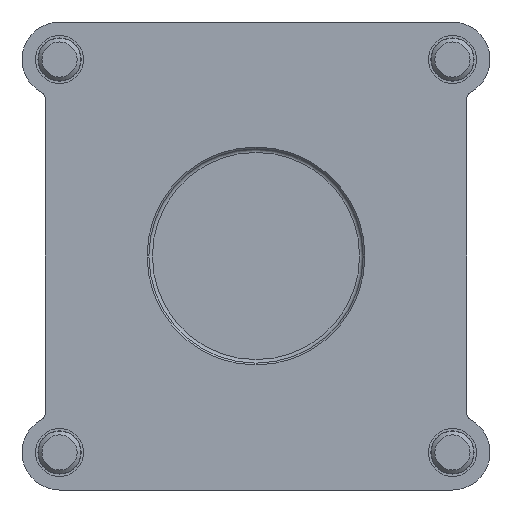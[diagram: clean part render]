
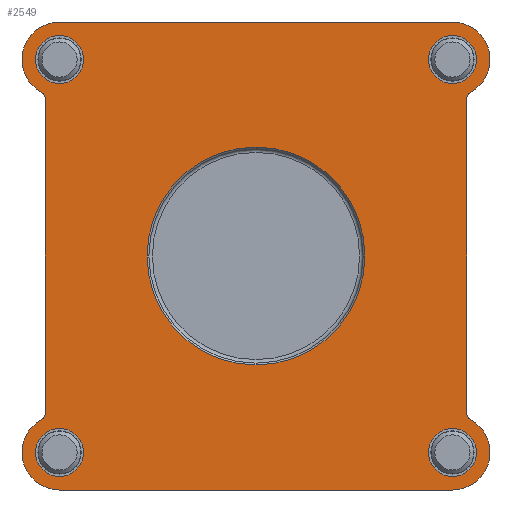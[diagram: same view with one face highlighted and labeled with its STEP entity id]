
A CAD part, front view. The second image highlights one B-rep face of the part: STEP entity #2549.
In plain terms, the highlighted planar face has unit normal (0, -1, 0).
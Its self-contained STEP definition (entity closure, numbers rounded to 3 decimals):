
#85=PLANE('',#2753);
#168=LINE('',#3628,#292);
#190=LINE('',#3730,#314);
#197=LINE('',#3749,#321);
#199=LINE('',#3761,#323);
#292=VECTOR('',#2975,1000.);
#314=VECTOR('',#3065,1000.);
#321=VECTOR('',#3078,1000.);
#323=VECTOR('',#3096,1000.);
#574=ORIENTED_EDGE('',*,*,#1051,.F.);
#575=ORIENTED_EDGE('',*,*,#1032,.T.);
#576=ORIENTED_EDGE('',*,*,#1028,.T.);
#577=ORIENTED_EDGE('',*,*,#1035,.T.);
#578=ORIENTED_EDGE('',*,*,#996,.F.);
#579=ORIENTED_EDGE('',*,*,#1039,.T.);
#580=ORIENTED_EDGE('',*,*,#1017,.F.);
#581=ORIENTED_EDGE('',*,*,#1005,.F.);
#582=ORIENTED_EDGE('',*,*,#1023,.F.);
#583=ORIENTED_EDGE('',*,*,#970,.T.);
#584=ORIENTED_EDGE('',*,*,#1012,.F.);
#585=ORIENTED_EDGE('',*,*,#976,.T.);
#586=ORIENTED_EDGE('',*,*,#1025,.F.);
#587=ORIENTED_EDGE('',*,*,#949,.F.);
#588=ORIENTED_EDGE('',*,*,#1021,.F.);
#589=ORIENTED_EDGE('',*,*,#1026,.T.);
#590=ORIENTED_EDGE('',*,*,#1030,.T.);
#949=EDGE_CURVE('',#1203,#1204,#168,.T.);
#970=EDGE_CURVE('',#1220,#1219,#1360,.T.);
#976=EDGE_CURVE('',#1222,#1225,#1362,.T.);
#996=EDGE_CURVE('',#1241,#1235,#190,.T.);
#1005=EDGE_CURVE('',#1250,#1251,#197,.T.);
#1012=EDGE_CURVE('',#1222,#1219,#199,.T.);
#1017=EDGE_CURVE('',#1251,#1255,#1382,.T.);
#1021=EDGE_CURVE('',#1257,#1203,#1384,.T.);
#1023=EDGE_CURVE('',#1220,#1250,#1386,.T.);
#1025=EDGE_CURVE('',#1204,#1225,#1388,.T.);
#1026=EDGE_CURVE('',#1258,#1258,#1389,.T.);
#1028=EDGE_CURVE('',#1260,#1260,#1391,.T.);
#1030=EDGE_CURVE('',#1262,#1262,#1393,.T.);
#1032=EDGE_CURVE('',#1264,#1264,#1395,.T.);
#1035=EDGE_CURVE('',#1257,#1235,#1397,.T.);
#1039=EDGE_CURVE('',#1241,#1255,#1400,.T.);
#1051=EDGE_CURVE('',#1276,#1276,#1404,.T.);
#1203=VERTEX_POINT('',#3627);
#1204=VERTEX_POINT('',#3629);
#1219=VERTEX_POINT('',#3672);
#1220=VERTEX_POINT('',#3674);
#1222=VERTEX_POINT('',#3679);
#1225=VERTEX_POINT('',#3688);
#1235=VERTEX_POINT('',#3717);
#1241=VERTEX_POINT('',#3729);
#1250=VERTEX_POINT('',#3748);
#1251=VERTEX_POINT('',#3750);
#1255=VERTEX_POINT('',#3770);
#1257=VERTEX_POINT('',#3776);
#1258=VERTEX_POINT('',#3786);
#1260=VERTEX_POINT('',#3791);
#1262=VERTEX_POINT('',#3796);
#1264=VERTEX_POINT('',#3801);
#1276=VERTEX_POINT('',#3845);
#1360=CIRCLE('',#2681,2.);
#1362=CIRCLE('',#2684,2.);
#1382=CIRCLE('',#2714,10.5);
#1384=CIRCLE('',#2717,10.5);
#1386=CIRCLE('',#2720,10.5);
#1388=CIRCLE('',#2723,10.5);
#1389=CIRCLE('',#2725,6.75);
#1391=CIRCLE('',#2728,6.75);
#1393=CIRCLE('',#2731,6.75);
#1395=CIRCLE('',#2734,6.75);
#1397=CIRCLE('',#2737,2.);
#1400=CIRCLE('',#2741,2.);
#1404=CIRCLE('',#2754,30.5);
#1502=EDGE_LOOP('',(#574));
#1503=EDGE_LOOP('',(#575));
#1504=EDGE_LOOP('',(#576));
#1505=EDGE_LOOP('',(#577,#578,#579,#580,#581,#582,#583,#584,#585,#586,#587,
#588));
#1506=EDGE_LOOP('',(#589));
#1507=EDGE_LOOP('',(#590));
#1670=FACE_BOUND('',#1502,.T.);
#1671=FACE_BOUND('',#1503,.T.);
#1672=FACE_BOUND('',#1504,.T.);
#1673=FACE_BOUND('',#1505,.T.);
#1674=FACE_BOUND('',#1506,.T.);
#1675=FACE_BOUND('',#1507,.T.);
#2549=ADVANCED_FACE('',(#1670,#1671,#1672,#1673,#1674,#1675),#85,.F.);
#2681=AXIS2_PLACEMENT_3D('',#3673,#3015,#3016);
#2684=AXIS2_PLACEMENT_3D('',#3689,#3024,#3025);
#2714=AXIS2_PLACEMENT_3D('',#3769,#3105,#3106);
#2717=AXIS2_PLACEMENT_3D('',#3777,#3113,#3114);
#2720=AXIS2_PLACEMENT_3D('',#3780,#3119,#3120);
#2723=AXIS2_PLACEMENT_3D('',#3783,#3125,#3126);
#2725=AXIS2_PLACEMENT_3D('',#3785,#3129,#3130);
#2728=AXIS2_PLACEMENT_3D('',#3790,#3135,#3136);
#2731=AXIS2_PLACEMENT_3D('',#3795,#3141,#3142);
#2734=AXIS2_PLACEMENT_3D('',#3800,#3147,#3148);
#2737=AXIS2_PLACEMENT_3D('',#3810,#3153,#3154);
#2741=AXIS2_PLACEMENT_3D('',#3819,#3161,#3162);
#2753=AXIS2_PLACEMENT_3D('',#3843,#3189,#3190);
#2754=AXIS2_PLACEMENT_3D('',#3844,#3191,#3192);
#2975=DIRECTION('',(1.,0.,0.));
#3015=DIRECTION('',(0.,1.,0.));
#3016=DIRECTION('',(1.,0.,0.));
#3024=DIRECTION('',(0.,1.,0.));
#3025=DIRECTION('',(1.,0.,0.));
#3065=DIRECTION('',(0.,0.,1.));
#3078=DIRECTION('',(-1.,0.,0.));
#3096=DIRECTION('',(0.,0.,-1.));
#3105=DIRECTION('',(0.,1.,0.));
#3106=DIRECTION('',(1.,0.,0.));
#3113=DIRECTION('',(0.,1.,0.));
#3114=DIRECTION('',(1.,0.,0.));
#3119=DIRECTION('',(0.,1.,0.));
#3120=DIRECTION('',(1.,0.,0.));
#3125=DIRECTION('',(0.,1.,0.));
#3126=DIRECTION('',(1.,0.,0.));
#3129=DIRECTION('',(0.,1.,0.));
#3130=DIRECTION('',(1.,0.,0.));
#3135=DIRECTION('',(0.,1.,0.));
#3136=DIRECTION('',(1.,0.,0.));
#3141=DIRECTION('',(0.,1.,0.));
#3142=DIRECTION('',(1.,0.,0.));
#3147=DIRECTION('',(0.,1.,0.));
#3148=DIRECTION('',(1.,0.,0.));
#3153=DIRECTION('',(0.,1.,0.));
#3154=DIRECTION('',(1.,0.,0.));
#3161=DIRECTION('',(0.,1.,0.));
#3162=DIRECTION('',(1.,0.,0.));
#3189=DIRECTION('',(0.,1.,0.));
#3190=DIRECTION('',(0.,0.,1.));
#3191=DIRECTION('',(0.,-1.,0.));
#3192=DIRECTION('',(0.,0.,-1.));
#3627=CARTESIAN_POINT('',(-55.,0.,65.5));
#3628=CARTESIAN_POINT('',(-55.,0.,65.5));
#3629=CARTESIAN_POINT('',(55.,0.,65.5));
#3672=CARTESIAN_POINT('',(59.,0.,-44.034));
#3673=CARTESIAN_POINT('',(61.,0.,-44.034));
#3674=CARTESIAN_POINT('',(60.04,0.,-45.789));
#3679=CARTESIAN_POINT('',(59.,0.,44.034));
#3688=CARTESIAN_POINT('',(60.04,0.,45.789));
#3689=CARTESIAN_POINT('',(61.,0.,44.034));
#3717=CARTESIAN_POINT('',(-59.,0.,44.034));
#3729=CARTESIAN_POINT('',(-59.,0.,-44.034));
#3730=CARTESIAN_POINT('',(-59.,0.,-44.034));
#3748=CARTESIAN_POINT('',(55.,0.,-65.5));
#3749=CARTESIAN_POINT('',(55.,0.,-65.5));
#3750=CARTESIAN_POINT('',(-55.,0.,-65.5));
#3761=CARTESIAN_POINT('',(59.,0.,44.034));
#3769=CARTESIAN_POINT('',(-55.,0.,-55.));
#3770=CARTESIAN_POINT('',(-60.04,0.,-45.789));
#3776=CARTESIAN_POINT('',(-60.04,0.,45.789));
#3777=CARTESIAN_POINT('',(-55.,0.,55.));
#3780=CARTESIAN_POINT('',(55.,0.,-55.));
#3783=CARTESIAN_POINT('',(55.,0.,55.));
#3785=CARTESIAN_POINT('',(55.,0.,55.));
#3786=CARTESIAN_POINT('',(61.75,0.,55.));
#3790=CARTESIAN_POINT('',(55.,0.,-55.));
#3791=CARTESIAN_POINT('',(61.75,0.,-55.));
#3795=CARTESIAN_POINT('',(-55.,0.,55.));
#3796=CARTESIAN_POINT('',(-48.25,0.,55.));
#3800=CARTESIAN_POINT('',(-55.,0.,-55.));
#3801=CARTESIAN_POINT('',(-48.25,0.,-55.));
#3810=CARTESIAN_POINT('',(-61.,0.,44.034));
#3819=CARTESIAN_POINT('',(-61.,0.,-44.034));
#3843=CARTESIAN_POINT('',(-61.,0.,44.034));
#3844=CARTESIAN_POINT('',(0.,0.,0.));
#3845=CARTESIAN_POINT('',(0.,0.,-30.5));
